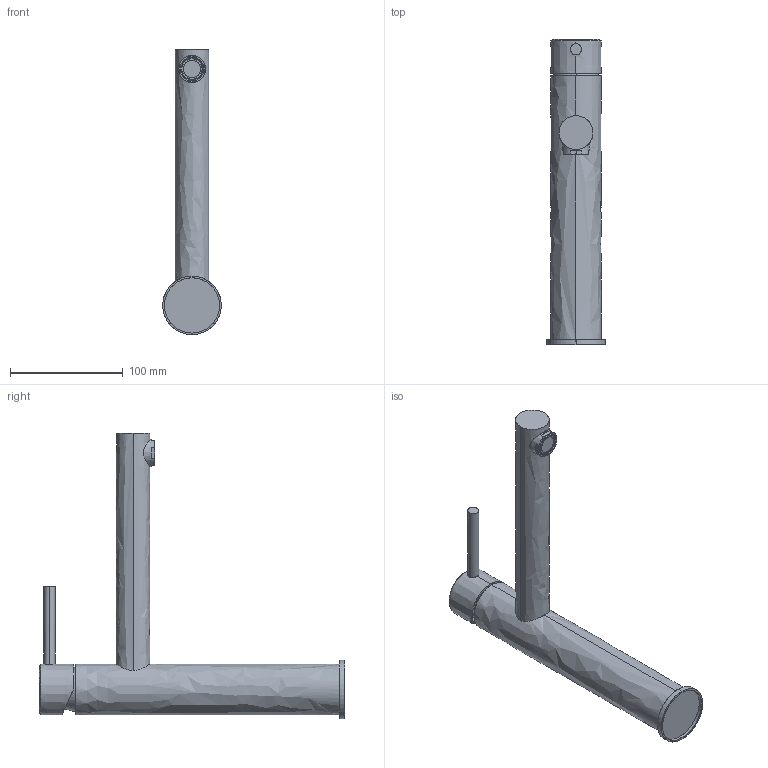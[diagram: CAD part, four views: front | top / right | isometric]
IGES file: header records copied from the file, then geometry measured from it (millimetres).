
Start section: SolidWorks IGES file using analytic representation for surfaces
Global section: file name: CA116I.IGS,; native system: SolidWorks 2015; preprocessor: SolidWorks 2015; author: King Yip; date: 170803.190234; units: millimetre
Bounding box: 52 x 271.3 x 253.5 mm (x, y, z)
Surface area: 76793.8 mm2 (no closed solid volume)
Topology: 0 solids, 0 shells, 101 faces, 2102 edges, 2100 vertices
Faces by surface type: revolution 51, bspline 50
